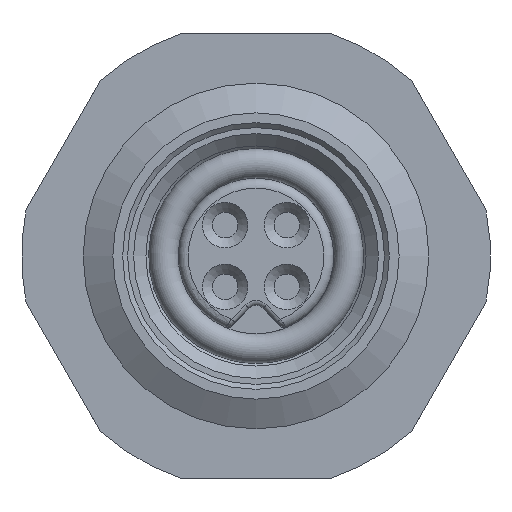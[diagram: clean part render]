
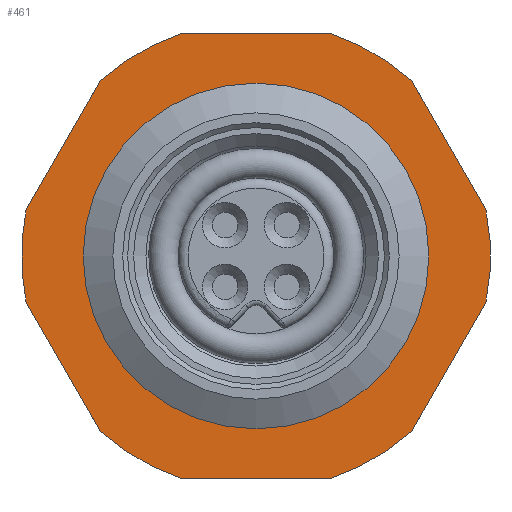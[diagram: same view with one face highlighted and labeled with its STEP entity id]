
A CAD part, left-side view. The second image highlights one B-rep face of the part: STEP entity #461.
In plain terms, the highlighted planar face has unit normal (-1, 0, 0).
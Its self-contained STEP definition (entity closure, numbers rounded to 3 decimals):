
#171=LINE('',#2900,#255);
#172=LINE('',#2904,#256);
#173=LINE('',#2908,#257);
#174=LINE('',#2912,#258);
#175=LINE('',#2916,#259);
#176=LINE('',#2920,#260);
#255=VECTOR('',#2354,1.);
#256=VECTOR('',#2357,1.);
#257=VECTOR('',#2360,1.);
#258=VECTOR('',#2363,1.);
#259=VECTOR('',#2366,1.);
#260=VECTOR('',#2369,1.);
#358=PLANE('',#1878);
#461=ADVANCED_FACE('',(#658,#563),#358,.T.);
#563=FACE_OUTER_BOUND('',#816,.T.);
#658=FACE_BOUND('',#815,.T.);
#815=EDGE_LOOP('',(#1160));
#816=EDGE_LOOP('',(#1161,#1162,#1163,#1164,#1165,#1166,#1167,#1168,#1169,
#1170,#1171,#1172));
#1160=ORIENTED_EDGE('',*,*,#1542,.F.);
#1161=ORIENTED_EDGE('',*,*,#1543,.F.);
#1162=ORIENTED_EDGE('',*,*,#1544,.T.);
#1163=ORIENTED_EDGE('',*,*,#1545,.F.);
#1164=ORIENTED_EDGE('',*,*,#1546,.T.);
#1165=ORIENTED_EDGE('',*,*,#1547,.F.);
#1166=ORIENTED_EDGE('',*,*,#1548,.T.);
#1167=ORIENTED_EDGE('',*,*,#1549,.F.);
#1168=ORIENTED_EDGE('',*,*,#1550,.T.);
#1169=ORIENTED_EDGE('',*,*,#1551,.F.);
#1170=ORIENTED_EDGE('',*,*,#1552,.T.);
#1171=ORIENTED_EDGE('',*,*,#1553,.F.);
#1172=ORIENTED_EDGE('',*,*,#1554,.T.);
#1358=VERTEX_POINT('',#2896);
#1359=VERTEX_POINT('',#2898);
#1360=VERTEX_POINT('',#2899);
#1361=VERTEX_POINT('',#2901);
#1362=VERTEX_POINT('',#2903);
#1363=VERTEX_POINT('',#2905);
#1364=VERTEX_POINT('',#2907);
#1365=VERTEX_POINT('',#2909);
#1366=VERTEX_POINT('',#2911);
#1367=VERTEX_POINT('',#2913);
#1368=VERTEX_POINT('',#2915);
#1369=VERTEX_POINT('',#2917);
#1370=VERTEX_POINT('',#2919);
#1542=EDGE_CURVE('',#1358,#1358,#1668,.T.);
#1543=EDGE_CURVE('',#1359,#1360,#1669,.T.);
#1544=EDGE_CURVE('',#1359,#1361,#171,.T.);
#1545=EDGE_CURVE('',#1362,#1361,#1670,.T.);
#1546=EDGE_CURVE('',#1362,#1363,#172,.T.);
#1547=EDGE_CURVE('',#1364,#1363,#1671,.T.);
#1548=EDGE_CURVE('',#1364,#1365,#173,.T.);
#1549=EDGE_CURVE('',#1366,#1365,#1672,.T.);
#1550=EDGE_CURVE('',#1366,#1367,#174,.T.);
#1551=EDGE_CURVE('',#1368,#1367,#1673,.T.);
#1552=EDGE_CURVE('',#1368,#1369,#175,.T.);
#1553=EDGE_CURVE('',#1370,#1369,#1674,.T.);
#1554=EDGE_CURVE('',#1370,#1360,#176,.T.);
#1668=CIRCLE('',#1871,3.094);
#1669=CIRCLE('',#1872,4.75);
#1670=CIRCLE('',#1873,4.75);
#1671=CIRCLE('',#1874,4.75);
#1672=CIRCLE('',#1875,4.75);
#1673=CIRCLE('',#1876,4.75);
#1674=CIRCLE('',#1877,4.75);
#1871=AXIS2_PLACEMENT_3D('',#2895,#2350,#2351);
#1872=AXIS2_PLACEMENT_3D('',#2897,#2352,#2353);
#1873=AXIS2_PLACEMENT_3D('',#2902,#2355,#2356);
#1874=AXIS2_PLACEMENT_3D('',#2906,#2358,#2359);
#1875=AXIS2_PLACEMENT_3D('',#2910,#2361,#2362);
#1876=AXIS2_PLACEMENT_3D('',#2914,#2364,#2365);
#1877=AXIS2_PLACEMENT_3D('',#2918,#2367,#2368);
#1878=AXIS2_PLACEMENT_3D('',#2921,#2370,#2371);
#2350=DIRECTION('',(-1.,0.,0.));
#2351=DIRECTION('',(0.,0.,1.));
#2352=DIRECTION('',(1.,0.,0.));
#2353=DIRECTION('',(0.,0.,-1.));
#2354=DIRECTION('',(0.,-0.5,-0.866));
#2355=DIRECTION('',(1.,0.,0.));
#2356=DIRECTION('',(0.,0.,-1.));
#2357=DIRECTION('',(0.,-1.,0.));
#2358=DIRECTION('',(1.,0.,0.));
#2359=DIRECTION('',(0.,0.,-1.));
#2360=DIRECTION('',(0.,-0.5,0.866));
#2361=DIRECTION('',(1.,0.,0.));
#2362=DIRECTION('',(0.,0.,-1.));
#2363=DIRECTION('',(0.,0.5,0.866));
#2364=DIRECTION('',(1.,0.,0.));
#2365=DIRECTION('',(0.,0.,-1.));
#2366=DIRECTION('',(0.,1.,0.));
#2367=DIRECTION('',(1.,0.,0.));
#2368=DIRECTION('',(0.,0.,-1.));
#2369=DIRECTION('',(0.,0.5,-0.866));
#2370=DIRECTION('',(-1.,0.,0.));
#2371=DIRECTION('',(0.,0.,1.));
#2895=CARTESIAN_POINT('',(4.5,0.,0.));
#2896=CARTESIAN_POINT('',(4.5,0.,3.094));
#2897=CARTESIAN_POINT('',(4.5,0.,0.));
#2898=CARTESIAN_POINT('',(4.5,4.657,-0.933));
#2899=CARTESIAN_POINT('',(4.5,4.657,0.933));
#2900=CARTESIAN_POINT('',(4.5,4.657,-0.933));
#2901=CARTESIAN_POINT('',(4.5,3.137,-3.567));
#2902=CARTESIAN_POINT('',(4.5,0.,0.));
#2903=CARTESIAN_POINT('',(4.5,1.521,-4.5));
#2904=CARTESIAN_POINT('',(4.5,1.521,-4.5));
#2905=CARTESIAN_POINT('',(4.5,-1.521,-4.5));
#2906=CARTESIAN_POINT('',(4.5,0.,0.));
#2907=CARTESIAN_POINT('',(4.5,-3.137,-3.567));
#2908=CARTESIAN_POINT('',(4.5,-3.137,-3.567));
#2909=CARTESIAN_POINT('',(4.5,-4.657,-0.933));
#2910=CARTESIAN_POINT('',(4.5,0.,0.));
#2911=CARTESIAN_POINT('',(4.5,-4.657,0.933));
#2912=CARTESIAN_POINT('',(4.5,-4.657,0.933));
#2913=CARTESIAN_POINT('',(4.5,-3.137,3.567));
#2914=CARTESIAN_POINT('',(4.5,0.,0.));
#2915=CARTESIAN_POINT('',(4.5,-1.521,4.5));
#2916=CARTESIAN_POINT('',(4.5,-1.521,4.5));
#2917=CARTESIAN_POINT('',(4.5,1.521,4.5));
#2918=CARTESIAN_POINT('',(4.5,0.,0.));
#2919=CARTESIAN_POINT('',(4.5,3.137,3.567));
#2920=CARTESIAN_POINT('',(4.5,3.137,3.567));
#2921=CARTESIAN_POINT('',(4.5,0.,0.));
